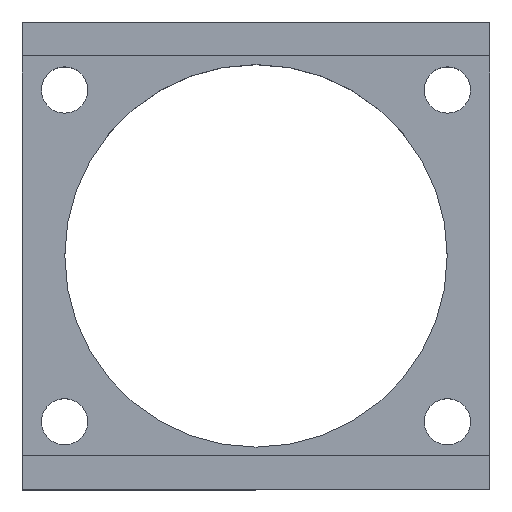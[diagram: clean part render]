
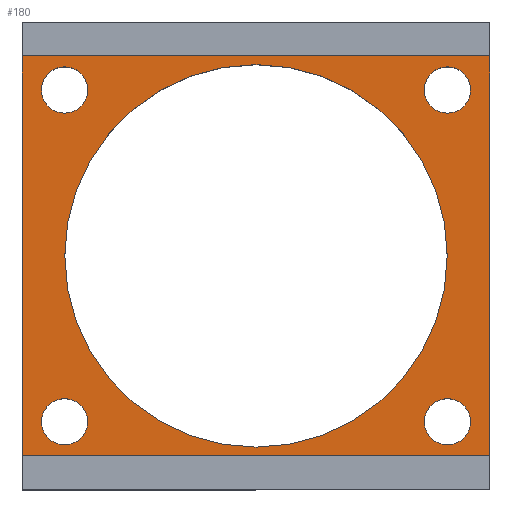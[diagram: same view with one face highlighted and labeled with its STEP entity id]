
A CAD part, top view. The second image highlights one B-rep face of the part: STEP entity #180.
In plain terms, the highlighted planar face has unit normal (0, 0, 1).
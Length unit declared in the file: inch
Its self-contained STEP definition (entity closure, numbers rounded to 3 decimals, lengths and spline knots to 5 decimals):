
#12 = VERTEX_POINT ( 'NONE', #310 ) ;
#15 = VERTEX_POINT ( 'NONE', #223 ) ;
#61 = CIRCLE ( 'NONE', #696, 0.068 ) ;
#63 = VECTOR ( 'NONE', #299, 39.37008 ) ;
#64 = CARTESIAN_POINT ( 'NONE',  ( 0.057, 1.175, 0.25 ) ) ;
#68 = VERTEX_POINT ( 'NONE', #648 ) ;
#70 = CARTESIAN_POINT ( 'NONE',  ( 1.25, 0.2, 0.25 ) ) ;
#91 = CIRCLE ( 'NONE', #734, 0.068 ) ;
#93 = CIRCLE ( 'NONE', #544, 0.068 ) ;
#107 = CARTESIAN_POINT ( 'NONE',  ( 1.2495, 0.6875, 0.25 ) ) ;
#118 = VERTEX_POINT ( 'NONE', #908 ) ;
#142 = DIRECTION ( 'NONE',  ( 0., 0., -1. ) ) ;
#146 = ORIENTED_EDGE ( 'NONE', *, *, #1046, .T. ) ;
#152 = CARTESIAN_POINT ( 'NONE',  ( 0.125, 1.175, 0.25 ) ) ;
#159 = CIRCLE ( 'NONE', #714, 0.068 ) ;
#162 = DIRECTION ( 'NONE',  ( 1., 0., 0. ) ) ;
#163 = CARTESIAN_POINT ( 'NONE',  ( 0.125, 1.175, 0.25 ) ) ;
#170 = VERTEX_POINT ( 'NONE', #64 ) ;
#180 = ADVANCED_FACE ( 'NONE', ( #1021, #1019, #793, #783, #774, #842 ), #1034, .T. ) ;
#202 = CARTESIAN_POINT ( 'NONE',  ( 0.125, 0.2, 0.25 ) ) ;
#205 = CIRCLE ( 'NONE', #504, 0.068 ) ;
#207 = DIRECTION ( 'NONE',  ( 1., 0., 0. ) ) ;
#212 = EDGE_LOOP ( 'NONE', ( #645, #732 ) ) ;
#217 = DIRECTION ( 'NONE',  ( 1., 0., 0. ) ) ;
#223 = CARTESIAN_POINT ( 'NONE',  ( 0.057, 0.2, 0.25 ) ) ;
#237 = VECTOR ( 'NONE', #457, 39.37008 ) ;
#255 = CARTESIAN_POINT ( 'NONE',  ( 1.25, 0.2, 0.25 ) ) ;
#264 = DIRECTION ( 'NONE',  ( 1., 0., 0. ) ) ;
#287 = CARTESIAN_POINT ( 'NONE',  ( 1.25, 1.175, 0.25 ) ) ;
#291 = VECTOR ( 'NONE', #909, 39.37008 ) ;
#299 = DIRECTION ( 'NONE',  ( 0., 1., 0. ) ) ;
#308 = LINE ( 'NONE', #811, #291 ) ;
#309 = ORIENTED_EDGE ( 'NONE', *, *, #597, .T. ) ;
#310 = CARTESIAN_POINT ( 'NONE',  ( 0., 1.275, 0.25 ) ) ;
#315 = LINE ( 'NONE', #649, #237 ) ;
#320 = VECTOR ( 'NONE', #730, 39.37008 ) ;
#324 = DIRECTION ( 'NONE',  ( 0., 0., 1. ) ) ;
#325 = CIRCLE ( 'NONE', #512, 0.562 ) ;
#329 = LINE ( 'NONE', #641, #320 ) ;
#335 = VERTEX_POINT ( 'NONE', #338 ) ;
#338 = CARTESIAN_POINT ( 'NONE',  ( 1.182, 0.2, 0.25 ) ) ;
#341 = CARTESIAN_POINT ( 'NONE',  ( 1.182, 1.175, 0.25 ) ) ;
#352 = DIRECTION ( 'NONE',  ( 1., 0., 0. ) ) ;
#360 = VERTEX_POINT ( 'NONE', #785 ) ;
#361 = DIRECTION ( 'NONE',  ( 0., 0., -1. ) ) ;
#367 = CARTESIAN_POINT ( 'NONE',  ( 0.6875, 0.6875, 0.25 ) ) ;
#373 = DIRECTION ( 'NONE',  ( 1., 0., 0. ) ) ;
#380 = DIRECTION ( 'NONE',  ( 0., 0., -1. ) ) ;
#392 = VERTEX_POINT ( 'NONE', #341 ) ;
#409 = ORIENTED_EDGE ( 'NONE', *, *, #562, .T. ) ;
#412 = EDGE_LOOP ( 'NONE', ( #517, #146 ) ) ;
#424 = CARTESIAN_POINT ( 'NONE',  ( 1.375, 1.275, 0.25 ) ) ;
#444 = DIRECTION ( 'NONE',  ( 1., 0., 0. ) ) ;
#457 = DIRECTION ( 'NONE',  ( 0., -1., 0. ) ) ;
#473 = CARTESIAN_POINT ( 'NONE',  ( 0.193, 1.175, 0.25 ) ) ;
#487 = AXIS2_PLACEMENT_3D ( 'NONE', #926, #380, #1017 ) ;
#504 = AXIS2_PLACEMENT_3D ( 'NONE', #70, #659, #162 ) ;
#510 = EDGE_LOOP ( 'NONE', ( #725, #923 ) ) ;
#512 = AXIS2_PLACEMENT_3D ( 'NONE', #367, #999, #444 ) ;
#517 = ORIENTED_EDGE ( 'NONE', *, *, #959, .T. ) ;
#530 = VERTEX_POINT ( 'NONE', #424 ) ;
#544 = AXIS2_PLACEMENT_3D ( 'NONE', #255, #882, #352 ) ;
#552 = ORIENTED_EDGE ( 'NONE', *, *, #566, .T. ) ;
#558 = CARTESIAN_POINT ( 'NONE',  ( 1.318, 1.175, 0.25 ) ) ;
#562 = EDGE_CURVE ( 'NONE', #15, #699, #91, .T. ) ;
#566 = EDGE_CURVE ( 'NONE', #392, #1033, #925, .T. ) ;
#568 = EDGE_CURVE ( 'NONE', #699, #15, #1013, .T. ) ;
#582 = EDGE_CURVE ( 'NONE', #1071, #170, #159, .T. ) ;
#587 = EDGE_CURVE ( 'NONE', #1033, #392, #61, .T. ) ;
#591 = EDGE_CURVE ( 'NONE', #170, #1071, #973, .T. ) ;
#597 = EDGE_CURVE ( 'NONE', #820, #530, #688, .T. ) ;
#612 = CARTESIAN_POINT ( 'NONE',  ( 1.375, 0.1, 0.25 ) ) ;
#618 = VERTEX_POINT ( 'NONE', #107 ) ;
#621 = EDGE_LOOP ( 'NONE', ( #967, #309, #631, #965 ) ) ;
#631 = ORIENTED_EDGE ( 'NONE', *, *, #955, .T. ) ;
#637 = CARTESIAN_POINT ( 'NONE',  ( 1.25, 1.175, 0.25 ) ) ;
#641 = CARTESIAN_POINT ( 'NONE',  ( 0.6875, 1.275, 0.25 ) ) ;
#645 = ORIENTED_EDGE ( 'NONE', *, *, #930, .T. ) ;
#648 = CARTESIAN_POINT ( 'NONE',  ( 0.1255, 0.6875, 0.25 ) ) ;
#649 = CARTESIAN_POINT ( 'NONE',  ( 0., 0.6875, 0.25 ) ) ;
#659 = DIRECTION ( 'NONE',  ( 0., 0., -1. ) ) ;
#663 = CARTESIAN_POINT ( 'NONE',  ( 1.375, 0.6875, 0.25 ) ) ;
#677 = CIRCLE ( 'NONE', #487, 0.562 ) ;
#680 = AXIS2_PLACEMENT_3D ( 'NONE', #163, #752, #217 ) ;
#688 = LINE ( 'NONE', #663, #63 ) ;
#696 = AXIS2_PLACEMENT_3D ( 'NONE', #287, #914, #373 ) ;
#699 = VERTEX_POINT ( 'NONE', #1039 ) ;
#714 = AXIS2_PLACEMENT_3D ( 'NONE', #152, #735, #207 ) ;
#716 = EDGE_LOOP ( 'NONE', ( #787, #552 ) ) ;
#722 = AXIS2_PLACEMENT_3D ( 'NONE', #900, #361, #992 ) ;
#724 = DIRECTION ( 'NONE',  ( 1., 0., 0. ) ) ;
#725 = ORIENTED_EDGE ( 'NONE', *, *, #582, .T. ) ;
#726 = AXIS2_PLACEMENT_3D ( 'NONE', #637, #142, #724 ) ;
#730 = DIRECTION ( 'NONE',  ( -1., 0., 0. ) ) ;
#732 = ORIENTED_EDGE ( 'NONE', *, *, #1001, .T. ) ;
#734 = AXIS2_PLACEMENT_3D ( 'NONE', #202, #800, #264 ) ;
#735 = DIRECTION ( 'NONE',  ( 0., 0., -1. ) ) ;
#752 = DIRECTION ( 'NONE',  ( 0., 0., -1. ) ) ;
#774 = FACE_BOUND ( 'NONE', #716, .T. ) ;
#783 = FACE_BOUND ( 'NONE', #784, .T. ) ;
#784 = EDGE_LOOP ( 'NONE', ( #1022, #409 ) ) ;
#785 = CARTESIAN_POINT ( 'NONE',  ( 1.318, 0.2, 0.25 ) ) ;
#787 = ORIENTED_EDGE ( 'NONE', *, *, #587, .T. ) ;
#793 = FACE_BOUND ( 'NONE', #212, .T. ) ;
#800 = DIRECTION ( 'NONE',  ( 0., 0., -1. ) ) ;
#811 = CARTESIAN_POINT ( 'NONE',  ( 0.6875, 0.1, 0.25 ) ) ;
#820 = VERTEX_POINT ( 'NONE', #612 ) ;
#842 = FACE_BOUND ( 'NONE', #510, .T. ) ;
#848 = AXIS2_PLACEMENT_3D ( 'NONE', #853, #324, #950 ) ;
#853 = CARTESIAN_POINT ( 'NONE',  ( 0.6875, 0.6875, 0.25 ) ) ;
#882 = DIRECTION ( 'NONE',  ( 0., 0., -1. ) ) ;
#900 = CARTESIAN_POINT ( 'NONE',  ( 0.125, 0.2, 0.25 ) ) ;
#908 = CARTESIAN_POINT ( 'NONE',  ( 0., 0.1, 0.25 ) ) ;
#909 = DIRECTION ( 'NONE',  ( 1., 0., 0. ) ) ;
#914 = DIRECTION ( 'NONE',  ( 0., 0., -1. ) ) ;
#923 = ORIENTED_EDGE ( 'NONE', *, *, #591, .T. ) ;
#925 = CIRCLE ( 'NONE', #726, 0.068 ) ;
#926 = CARTESIAN_POINT ( 'NONE',  ( 0.6875, 0.6875, 0.25 ) ) ;
#930 = EDGE_CURVE ( 'NONE', #360, #335, #93, .T. ) ;
#950 = DIRECTION ( 'NONE',  ( 1., 0., 0. ) ) ;
#955 = EDGE_CURVE ( 'NONE', #530, #12, #329, .T. ) ;
#959 = EDGE_CURVE ( 'NONE', #618, #68, #325, .T. ) ;
#965 = ORIENTED_EDGE ( 'NONE', *, *, #983, .T. ) ;
#967 = ORIENTED_EDGE ( 'NONE', *, *, #974, .T. ) ;
#973 = CIRCLE ( 'NONE', #680, 0.068 ) ;
#974 = EDGE_CURVE ( 'NONE', #118, #820, #308, .T. ) ;
#983 = EDGE_CURVE ( 'NONE', #12, #118, #315, .T. ) ;
#992 = DIRECTION ( 'NONE',  ( 1., 0., 0. ) ) ;
#999 = DIRECTION ( 'NONE',  ( 0., 0., -1. ) ) ;
#1001 = EDGE_CURVE ( 'NONE', #335, #360, #205, .T. ) ;
#1013 = CIRCLE ( 'NONE', #722, 0.068 ) ;
#1017 = DIRECTION ( 'NONE',  ( 1., 0., 0. ) ) ;
#1019 = FACE_BOUND ( 'NONE', #412, .T. ) ;
#1021 = FACE_OUTER_BOUND ( 'NONE', #621, .T. ) ;
#1022 = ORIENTED_EDGE ( 'NONE', *, *, #568, .T. ) ;
#1033 = VERTEX_POINT ( 'NONE', #558 ) ;
#1034 = PLANE ( 'NONE',  #848 ) ;
#1039 = CARTESIAN_POINT ( 'NONE',  ( 0.193, 0.2, 0.25 ) ) ;
#1046 = EDGE_CURVE ( 'NONE', #68, #618, #677, .T. ) ;
#1071 = VERTEX_POINT ( 'NONE', #473 ) ;
